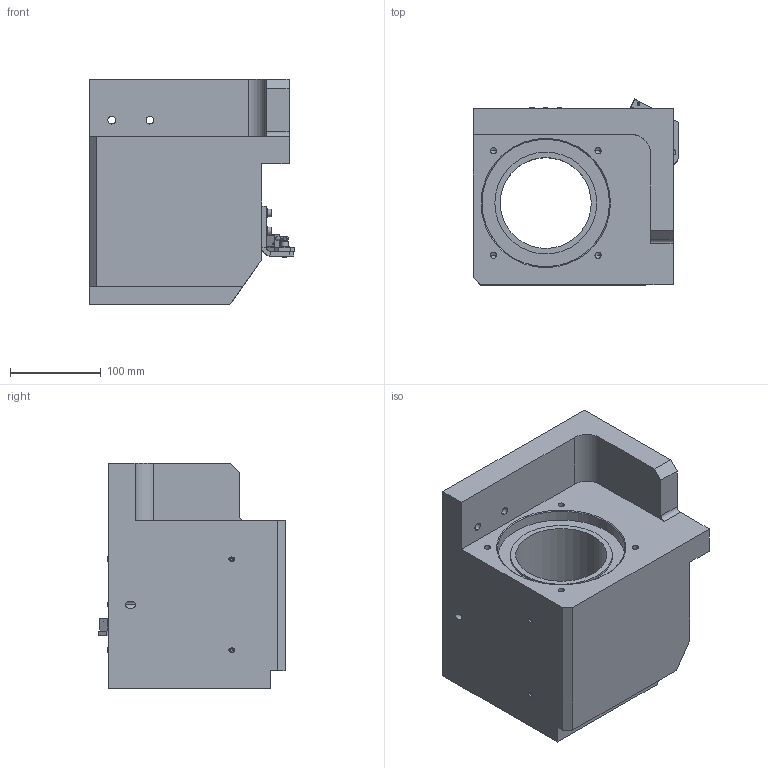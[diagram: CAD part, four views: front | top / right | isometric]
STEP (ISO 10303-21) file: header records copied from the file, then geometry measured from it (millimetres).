
FILE_DESCRIPTION (( 'STEP AP203' ), '1' );
FILE_NAME ('Guide_Translation12_Un_sldprt.STEP', '2018-04-10T07:32:06', ( '' ), ( '' ), 'SwSTEP 2.0', 'SolidWorks 2017', '' );
FILE_SCHEMA (( 'CONFIG_CONTROL_DESIGN' ));
Length unit declared in the file: millimetre
Products named in the file (1): Guide_Translation12_Un_sldprt
Bounding box: 226.5 x 204.68 x 248 mm (x, y, z)
Volume: 5679590.4 mm3; surface area: 597534.7 mm2
Topology: 25 solids, 25 shells, 588 faces, 1345 edges, 813 vertices
Faces by surface type: plane 286, cylinder 176, cone 112, torus 14
Entity records: 16856 total; most frequent: CARTESIAN_POINT 3369, DIRECTION 2911, ORIENTED_EDGE 2614, EDGE_CURVE 1307, AXIS2_PLACEMENT_3D 1047, LINE 817, VECTOR 817, VERTEX_POINT 813
